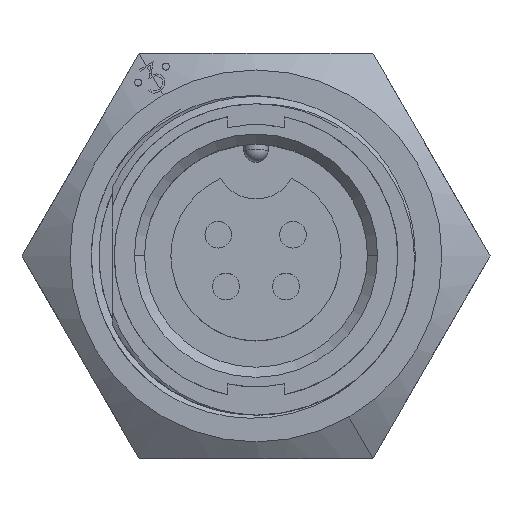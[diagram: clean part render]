
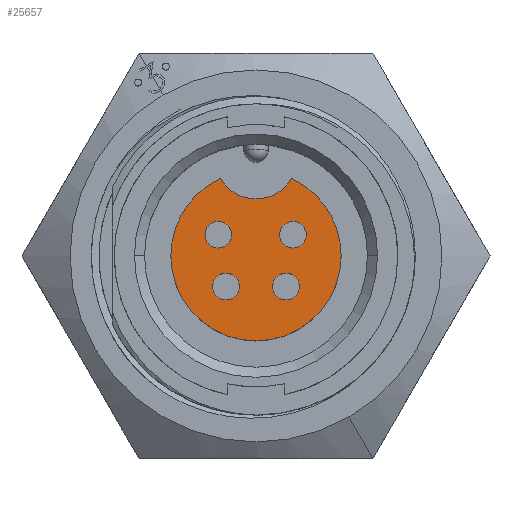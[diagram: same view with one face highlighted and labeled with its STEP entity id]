
A CAD part, top view. The second image highlights one B-rep face of the part: STEP entity #25657.
In plain terms, the highlighted planar face has unit normal (0, 0, 1).
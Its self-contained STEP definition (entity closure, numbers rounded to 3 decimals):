
#330 = CARTESIAN_POINT ( 'NONE',  ( 1.473, 1.321, -1.651 ) ) ;
#343 = AXIS2_PLACEMENT_3D ( 'NONE', #15582, #3741, #17573 ) ;
#747 = DIRECTION ( 'NONE',  ( 1., 0., 0. ) ) ;
#784 = EDGE_CURVE ( 'NONE', #3731, #13664, #22460, .T. ) ;
#804 = DIRECTION ( 'NONE',  ( 1., 0., 0. ) ) ;
#1165 = CARTESIAN_POINT ( 'NONE',  ( 2.718, -1.93, -1.651 ) ) ;
#1562 = AXIS2_PLACEMENT_3D ( 'NONE', #20885, #9037, #22884 ) ;
#2065 = FACE_OUTER_BOUND ( 'NONE', #2349, .T. ) ;
#2349 = EDGE_LOOP ( 'NONE', ( #25067, #17566, #8333, #24183 ) ) ;
#2440 = CARTESIAN_POINT ( 'NONE',  ( -2.362, 1.321, -1.651 ) ) ;
#2762 = EDGE_CURVE ( 'NONE', #21499, #3731, #17456, .T. ) ;
#3318 = FACE_BOUND ( 'NONE', #20144, .T. ) ;
#3731 = VERTEX_POINT ( 'NONE', #25645 ) ;
#3741 = DIRECTION ( 'NONE',  ( 0., 0., 1. ) ) ;
#3834 = AXIS2_PLACEMENT_3D ( 'NONE', #5352, #19198, #7338 ) ;
#3907 = EDGE_CURVE ( 'NONE', #20984, #20354, #20272, .T. ) ;
#3966 = ORIENTED_EDGE ( 'NONE', *, *, #3907, .F. ) ;
#3997 = AXIS2_PLACEMENT_3D ( 'NONE', #9620, #23465, #11604 ) ;
#4179 = PLANE ( 'NONE',  #17421 ) ;
#4428 = DIRECTION ( 'NONE',  ( 1., 0., 0. ) ) ;
#4767 = CARTESIAN_POINT ( 'NONE',  ( 3.15, 1.321, -1.651 ) ) ;
#4869 = ORIENTED_EDGE ( 'NONE', *, *, #5635, .F. ) ;
#4883 = DIRECTION ( 'NONE',  ( 0., 0., 1. ) ) ;
#5057 = EDGE_CURVE ( 'NONE', #12963, #24271, #24894, .T. ) ;
#5352 = CARTESIAN_POINT ( 'NONE',  ( -1.88, -1.93, -1.651 ) ) ;
#5628 = DIRECTION ( 'NONE',  ( 0., 0., 1. ) ) ;
#5635 = EDGE_CURVE ( 'NONE', #6796, #11224, #19106, .T. ) ;
#5647 = CARTESIAN_POINT ( 'NONE',  ( 0., 0., -1.651 ) ) ;
#5793 = VERTEX_POINT ( 'NONE', #1165 ) ;
#6021 = EDGE_LOOP ( 'NONE', ( #12210, #9664 ) ) ;
#6436 = VERTEX_POINT ( 'NONE', #24050 ) ;
#6665 = ORIENTED_EDGE ( 'NONE', *, *, #5057, .F. ) ;
#6796 = VERTEX_POINT ( 'NONE', #4767 ) ;
#7324 = FACE_BOUND ( 'NONE', #24459, .T. ) ;
#7338 = DIRECTION ( 'NONE',  ( 1., 0., 0. ) ) ;
#7640 = DIRECTION ( 'NONE',  ( 1., 0., 0. ) ) ;
#8132 = CIRCLE ( 'NONE', #343, 0.838 ) ;
#8238 = DIRECTION ( 'NONE',  ( 1., 0., 0. ) ) ;
#8333 = ORIENTED_EDGE ( 'NONE', *, *, #784, .T. ) ;
#8697 = AXIS2_PLACEMENT_3D ( 'NONE', #21022, #9178, #23009 ) ;
#9037 = DIRECTION ( 'NONE',  ( 0., 0., 1. ) ) ;
#9178 = DIRECTION ( 'NONE',  ( 0., 0., 1. ) ) ;
#9620 = CARTESIAN_POINT ( 'NONE',  ( 0., 6.113, -1.651 ) ) ;
#9664 = ORIENTED_EDGE ( 'NONE', *, *, #12369, .F. ) ;
#9870 = EDGE_CURVE ( 'NONE', #20354, #20984, #14102, .T. ) ;
#10084 = ORIENTED_EDGE ( 'NONE', *, *, #22595, .F. ) ;
#10956 = CIRCLE ( 'NONE', #3997, 2.557 ) ;
#11224 = VERTEX_POINT ( 'NONE', #330 ) ;
#11310 = DIRECTION ( 'NONE',  ( 0., 0., 1. ) ) ;
#11604 = DIRECTION ( 'NONE',  ( 1., 0., 0. ) ) ;
#12194 = CIRCLE ( 'NONE', #23056, 0.838 ) ;
#12210 = ORIENTED_EDGE ( 'NONE', *, *, #23798, .F. ) ;
#12369 = EDGE_CURVE ( 'NONE', #5793, #6436, #21812, .T. ) ;
#12605 = FACE_BOUND ( 'NONE', #6021, .T. ) ;
#12612 = DIRECTION ( 'NONE',  ( 0., 0., 1. ) ) ;
#12671 = DIRECTION ( 'NONE',  ( 0., 0., 1. ) ) ;
#12963 = VERTEX_POINT ( 'NONE', #23324 ) ;
#13664 = VERTEX_POINT ( 'NONE', #17200 ) ;
#13683 = AXIS2_PLACEMENT_3D ( 'NONE', #16711, #4883, #18707 ) ;
#14029 = CARTESIAN_POINT ( 'NONE',  ( 0., 0., -1.651 ) ) ;
#14102 = CIRCLE ( 'NONE', #20384, 0.838 ) ;
#14310 = EDGE_CURVE ( 'NONE', #13664, #14845, #17430, .T. ) ;
#14623 = ORIENTED_EDGE ( 'NONE', *, *, #24360, .F. ) ;
#14845 = VERTEX_POINT ( 'NONE', #21688 ) ;
#14964 = CARTESIAN_POINT ( 'NONE',  ( -2.718, -1.93, -1.651 ) ) ;
#15582 = CARTESIAN_POINT ( 'NONE',  ( 1.88, -1.93, -1.651 ) ) ;
#15959 = AXIS2_PLACEMENT_3D ( 'NONE', #5647, #19497, #7640 ) ;
#16263 = DIRECTION ( 'NONE',  ( 0., 0., 1. ) ) ;
#16297 = AXIS2_PLACEMENT_3D ( 'NONE', #2440, #16263, #4428 ) ;
#16391 = EDGE_LOOP ( 'NONE', ( #21609, #3966 ) ) ;
#16711 = CARTESIAN_POINT ( 'NONE',  ( 0., 0., -1.651 ) ) ;
#17200 = CARTESIAN_POINT ( 'NONE',  ( 5.334, 0., -1.651 ) ) ;
#17421 = AXIS2_PLACEMENT_3D ( 'NONE', #14029, #20102, #8238 ) ;
#17430 = CIRCLE ( 'NONE', #13683, 5.334 ) ;
#17456 = CIRCLE ( 'NONE', #15959, 5.334 ) ;
#17478 = CARTESIAN_POINT ( 'NONE',  ( 2.311, 1.321, -1.651 ) ) ;
#17566 = ORIENTED_EDGE ( 'NONE', *, *, #2762, .T. ) ;
#17573 = DIRECTION ( 'NONE',  ( 1., 0., 0. ) ) ;
#18707 = DIRECTION ( 'NONE',  ( 1., 0., 0. ) ) ;
#19106 = CIRCLE ( 'NONE', #1562, 0.838 ) ;
#19177 = CARTESIAN_POINT ( 'NONE',  ( -3.2, 1.321, -1.651 ) ) ;
#19198 = DIRECTION ( 'NONE',  ( 0., 0., 1. ) ) ;
#19475 = DIRECTION ( 'NONE',  ( 1., 0., 0. ) ) ;
#19497 = DIRECTION ( 'NONE',  ( 0., 0., 1. ) ) ;
#19938 = CARTESIAN_POINT ( 'NONE',  ( -2.222, 4.849, -1.651 ) ) ;
#20102 = DIRECTION ( 'NONE',  ( 0., 0., 1. ) ) ;
#20144 = EDGE_LOOP ( 'NONE', ( #10084, #4869 ) ) ;
#20208 = CIRCLE ( 'NONE', #3834, 0.838 ) ;
#20272 = CIRCLE ( 'NONE', #16297, 0.838 ) ;
#20354 = VERTEX_POINT ( 'NONE', #19177 ) ;
#20384 = AXIS2_PLACEMENT_3D ( 'NONE', #24456, #12612, #747 ) ;
#20885 = CARTESIAN_POINT ( 'NONE',  ( 2.311, 1.321, -1.651 ) ) ;
#20984 = VERTEX_POINT ( 'NONE', #23399 ) ;
#20997 = AXIS2_PLACEMENT_3D ( 'NONE', #24514, #12671, #804 ) ;
#21022 = CARTESIAN_POINT ( 'NONE',  ( -1.88, -1.93, -1.651 ) ) ;
#21499 = VERTEX_POINT ( 'NONE', #19938 ) ;
#21609 = ORIENTED_EDGE ( 'NONE', *, *, #9870, .F. ) ;
#21688 = CARTESIAN_POINT ( 'NONE',  ( 2.222, 4.849, -1.651 ) ) ;
#21812 = CIRCLE ( 'NONE', #23721, 0.838 ) ;
#22460 = CIRCLE ( 'NONE', #20997, 5.334 ) ;
#22595 = EDGE_CURVE ( 'NONE', #11224, #6796, #12194, .T. ) ;
#22629 = EDGE_CURVE ( 'NONE', #14845, #21499, #10956, .T. ) ;
#22884 = DIRECTION ( 'NONE',  ( 1., 0., 0. ) ) ;
#23009 = DIRECTION ( 'NONE',  ( 1., 0., 0. ) ) ;
#23056 = AXIS2_PLACEMENT_3D ( 'NONE', #17478, #5628, #19475 ) ;
#23129 = FACE_BOUND ( 'NONE', #16391, .T. ) ;
#23173 = CARTESIAN_POINT ( 'NONE',  ( 1.88, -1.93, -1.651 ) ) ;
#23324 = CARTESIAN_POINT ( 'NONE',  ( -1.041, -1.93, -1.651 ) ) ;
#23399 = CARTESIAN_POINT ( 'NONE',  ( -1.524, 1.321, -1.651 ) ) ;
#23465 = DIRECTION ( 'NONE',  ( 0., 0., -1. ) ) ;
#23721 = AXIS2_PLACEMENT_3D ( 'NONE', #23173, #11310, #25144 ) ;
#23798 = EDGE_CURVE ( 'NONE', #6436, #5793, #8132, .T. ) ;
#24050 = CARTESIAN_POINT ( 'NONE',  ( 1.041, -1.93, -1.651 ) ) ;
#24183 = ORIENTED_EDGE ( 'NONE', *, *, #14310, .T. ) ;
#24271 = VERTEX_POINT ( 'NONE', #14964 ) ;
#24360 = EDGE_CURVE ( 'NONE', #24271, #12963, #20208, .T. ) ;
#24456 = CARTESIAN_POINT ( 'NONE',  ( -2.362, 1.321, -1.651 ) ) ;
#24459 = EDGE_LOOP ( 'NONE', ( #14623, #6665 ) ) ;
#24514 = CARTESIAN_POINT ( 'NONE',  ( 0., 0., -1.651 ) ) ;
#24894 = CIRCLE ( 'NONE', #8697, 0.838 ) ;
#25067 = ORIENTED_EDGE ( 'NONE', *, *, #22629, .T. ) ;
#25144 = DIRECTION ( 'NONE',  ( 1., 0., 0. ) ) ;
#25645 = CARTESIAN_POINT ( 'NONE',  ( -5.334, 0., -1.651 ) ) ;
#25657 = ADVANCED_FACE ( 'NONE', ( #12605, #7324, #3318, #23129, #2065 ), #4179, .T. ) ;
